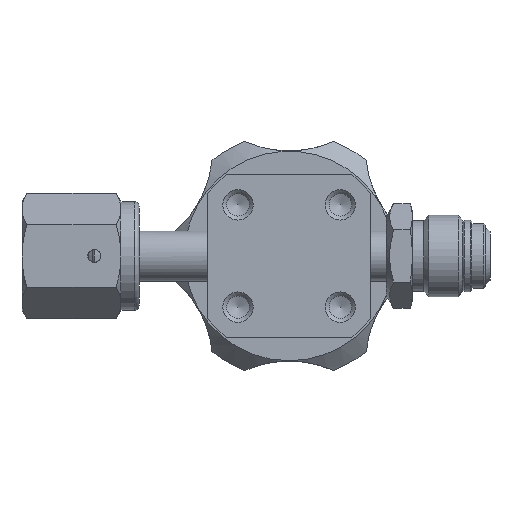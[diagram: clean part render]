
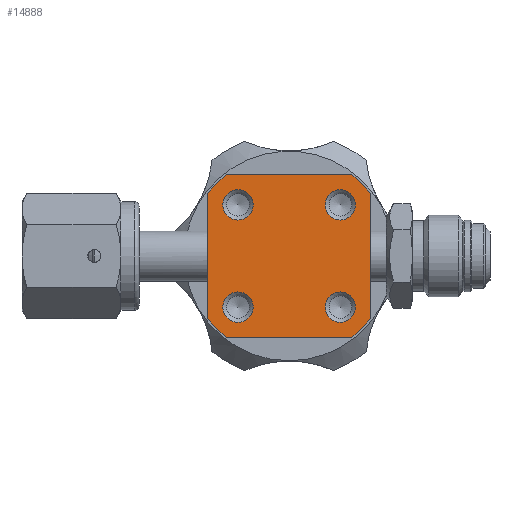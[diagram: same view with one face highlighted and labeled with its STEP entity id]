
A CAD part, front view. The second image highlights one B-rep face of the part: STEP entity #14888.
In plain terms, the highlighted planar face has unit normal (0, -1, 0).
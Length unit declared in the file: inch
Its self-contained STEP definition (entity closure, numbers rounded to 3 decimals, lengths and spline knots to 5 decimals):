
#1053=LINE('',#19943,#2369);
#1056=LINE('',#19956,#2372);
#1058=LINE('',#19964,#2374);
#1059=LINE('',#19968,#2375);
#2369=VECTOR('',#16844,0.3937);
#2372=VECTOR('',#16851,0.3937);
#2374=VECTOR('',#16859,0.3937);
#2375=VECTOR('',#16862,0.3937);
#4393=FACE_BOUND('',#5524,.T.);
#4394=FACE_BOUND('',#5525,.T.);
#4395=FACE_BOUND('',#5526,.T.);
#4396=FACE_BOUND('',#5527,.T.);
#4613=FACE_OUTER_BOUND('',#5523,.T.);
#5523=EDGE_LOOP('',(#10459,#10460,#10461,#10462,#10463,#10464,#10465,#10466));
#5524=EDGE_LOOP('',(#10467));
#5525=EDGE_LOOP('',(#10468));
#5526=EDGE_LOOP('',(#10469));
#5527=EDGE_LOOP('',(#10470));
#6473=CIRCLE('',#15815,0.71);
#6474=CIRCLE('',#15816,0.71);
#6475=CIRCLE('',#15817,0.71);
#6476=CIRCLE('',#15818,0.71);
#6477=CIRCLE('',#15819,0.105);
#6478=CIRCLE('',#15820,0.105);
#6479=CIRCLE('',#15821,0.105);
#6480=CIRCLE('',#15822,0.105);
#6743=VERTEX_POINT('',#19940);
#6744=VERTEX_POINT('',#19942);
#6748=VERTEX_POINT('',#19953);
#6749=VERTEX_POINT('',#19955);
#6751=VERTEX_POINT('',#19961);
#6752=VERTEX_POINT('',#19963);
#6753=VERTEX_POINT('',#19965);
#6754=VERTEX_POINT('',#19967);
#6755=VERTEX_POINT('',#19971);
#6756=VERTEX_POINT('',#19973);
#6757=VERTEX_POINT('',#19975);
#6758=VERTEX_POINT('',#19977);
#8208=EDGE_CURVE('',#6744,#6743,#1053,.T.);
#8213=EDGE_CURVE('',#6749,#6748,#1056,.T.);
#8216=EDGE_CURVE('',#6743,#6751,#6473,.T.);
#8217=EDGE_CURVE('',#6751,#6752,#1058,.T.);
#8218=EDGE_CURVE('',#6752,#6753,#6474,.T.);
#8219=EDGE_CURVE('',#6753,#6754,#1059,.T.);
#8220=EDGE_CURVE('',#6754,#6749,#6475,.T.);
#8221=EDGE_CURVE('',#6748,#6744,#6476,.T.);
#8222=EDGE_CURVE('',#6755,#6755,#6477,.T.);
#8223=EDGE_CURVE('',#6756,#6756,#6478,.T.);
#8224=EDGE_CURVE('',#6757,#6757,#6479,.T.);
#8225=EDGE_CURVE('',#6758,#6758,#6480,.T.);
#10459=ORIENTED_EDGE('',*,*,#8216,.T.);
#10460=ORIENTED_EDGE('',*,*,#8217,.T.);
#10461=ORIENTED_EDGE('',*,*,#8218,.T.);
#10462=ORIENTED_EDGE('',*,*,#8219,.T.);
#10463=ORIENTED_EDGE('',*,*,#8220,.T.);
#10464=ORIENTED_EDGE('',*,*,#8213,.T.);
#10465=ORIENTED_EDGE('',*,*,#8221,.T.);
#10466=ORIENTED_EDGE('',*,*,#8208,.T.);
#10467=ORIENTED_EDGE('',*,*,#8222,.T.);
#10468=ORIENTED_EDGE('',*,*,#8223,.T.);
#10469=ORIENTED_EDGE('',*,*,#8224,.T.);
#10470=ORIENTED_EDGE('',*,*,#8225,.T.);
#14382=PLANE('',#15814);
#14888=ADVANCED_FACE('',(#4613,#4393,#4394,#4395,#4396),#14382,.F.);
#15814=AXIS2_PLACEMENT_3D('',#19960,#16855,#16856);
#15815=AXIS2_PLACEMENT_3D('',#19962,#16857,#16858);
#15816=AXIS2_PLACEMENT_3D('',#19966,#16860,#16861);
#15817=AXIS2_PLACEMENT_3D('',#19969,#16863,#16864);
#15818=AXIS2_PLACEMENT_3D('',#19970,#16865,#16866);
#15819=AXIS2_PLACEMENT_3D('',#19972,#16867,#16868);
#15820=AXIS2_PLACEMENT_3D('',#19974,#16869,#16870);
#15821=AXIS2_PLACEMENT_3D('',#19976,#16871,#16872);
#15822=AXIS2_PLACEMENT_3D('',#19978,#16873,#16874);
#16844=DIRECTION('',(1.,0.,0.));
#16851=DIRECTION('',(0.,0.,-1.));
#16855=DIRECTION('center_axis',(0.,1.,0.));
#16856=DIRECTION('ref_axis',(1.,0.,0.));
#16857=DIRECTION('center_axis',(0.,-1.,0.));
#16858=DIRECTION('ref_axis',(-1.,0.,0.));
#16859=DIRECTION('',(0.,0.,1.));
#16860=DIRECTION('center_axis',(0.,-1.,0.));
#16861=DIRECTION('ref_axis',(-1.,0.,0.));
#16862=DIRECTION('',(-1.,0.,0.));
#16863=DIRECTION('center_axis',(0.,-1.,0.));
#16864=DIRECTION('ref_axis',(-1.,0.,0.));
#16865=DIRECTION('center_axis',(0.,-1.,0.));
#16866=DIRECTION('ref_axis',(-1.,0.,0.));
#16867=DIRECTION('center_axis',(0.,1.,0.));
#16868=DIRECTION('ref_axis',(-1.,0.,0.));
#16869=DIRECTION('center_axis',(0.,1.,0.));
#16870=DIRECTION('ref_axis',(-1.,0.,0.));
#16871=DIRECTION('center_axis',(0.,1.,0.));
#16872=DIRECTION('ref_axis',(-1.,0.,0.));
#16873=DIRECTION('center_axis',(0.,1.,0.));
#16874=DIRECTION('ref_axis',(-1.,0.,0.));
#19940=CARTESIAN_POINT('',(0.43324,0.,-0.5625));
#19942=CARTESIAN_POINT('',(-0.43324,0.,-0.5625));
#19943=CARTESIAN_POINT('',(-0.5625,0.,-0.5625));
#19953=CARTESIAN_POINT('',(-0.5625,0.,-0.43324));
#19955=CARTESIAN_POINT('',(-0.5625,0.,0.43324));
#19956=CARTESIAN_POINT('',(-0.5625,0.,0.5625));
#19960=CARTESIAN_POINT('Origin',(0.,0.,
0.));
#19961=CARTESIAN_POINT('',(0.5625,0.,-0.43324));
#19962=CARTESIAN_POINT('Origin',(0.,0.,0.));
#19963=CARTESIAN_POINT('',(0.5625,0.,0.43324));
#19964=CARTESIAN_POINT('',(0.5625,0.,-0.5625));
#19965=CARTESIAN_POINT('',(0.43324,0.,0.5625));
#19966=CARTESIAN_POINT('Origin',(0.,0.,0.));
#19967=CARTESIAN_POINT('',(-0.43324,0.,0.5625));
#19968=CARTESIAN_POINT('',(0.5625,0.,0.5625));
#19969=CARTESIAN_POINT('Origin',(0.,0.,0.));
#19970=CARTESIAN_POINT('Origin',(0.,0.,0.));
#19971=CARTESIAN_POINT('',(0.249,0.,0.354));
#19972=CARTESIAN_POINT('Origin',(0.354,0.,0.354));
#19973=CARTESIAN_POINT('',(-0.459,0.,-0.354));
#19974=CARTESIAN_POINT('Origin',(-0.354,0.,-0.354));
#19975=CARTESIAN_POINT('',(-0.459,0.,0.354));
#19976=CARTESIAN_POINT('Origin',(-0.354,0.,0.354));
#19977=CARTESIAN_POINT('',(0.249,0.,-0.354));
#19978=CARTESIAN_POINT('Origin',(0.354,0.,-0.354));
